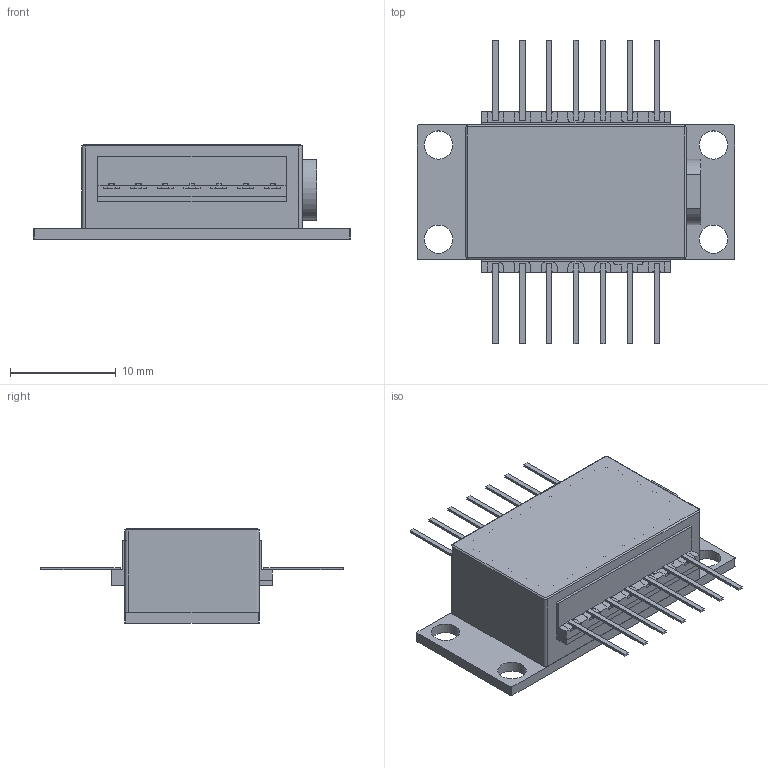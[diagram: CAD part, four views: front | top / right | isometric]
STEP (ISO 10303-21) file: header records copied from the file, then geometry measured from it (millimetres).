
FILE_DESCRIPTION(/* description */ ('BFW01 für Step Export'),/* implementation_level */ '2;1');
FILE_NAME(/* name */ 'eyP-BFW01-171218.stp',/* time_stamp */ '2019-01-09T14:04:35+01:00',/* author */ ('geotsi'),/* organization */ ('eyP'),/* preprocessor_version */ 'ST-DEVELOPER v15.6',/* originating_system */ 'Autodesk Inventor 2015',/* authorisation */ '');
FILE_SCHEMA (('CONFIG_CONTROL_DESIGN'));
Length unit declared in the file: millimetre
Products named in the file (1): eyP-BFW01-171218
Bounding box: 30 x 28.71 x 8.9 mm (x, y, z)
Volume: 1037.3 mm3; surface area: 2549 mm2
Topology: 1 solids, 8 shells, 501 faces, 1401 edges, 918 vertices
Faces by surface type: plane 376, cylinder 117, cone 4, torus 4
Full cylindrical faces by diameter (mm): 0.2 x9, 2.67 x4, 3.6 x1
Entity records: 16411 total; most frequent: CARTESIAN_POINT 2789, ORIENTED_EDGE 2756, DIRECTION 2650, EDGE_CURVE 1378, LINE 1110, VECTOR 1110, VERTEX_POINT 909, AXIS2_PLACEMENT_3D 770
